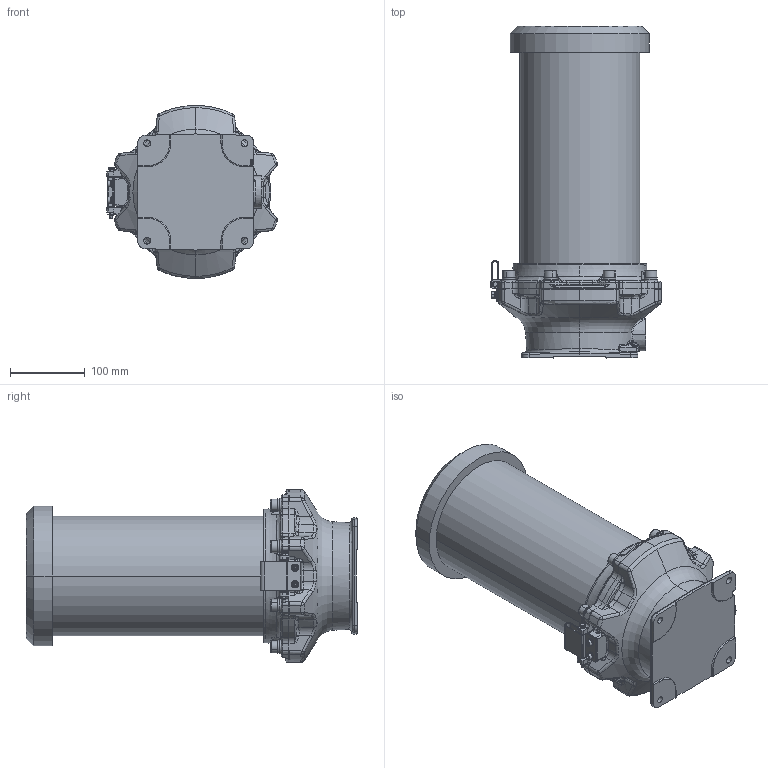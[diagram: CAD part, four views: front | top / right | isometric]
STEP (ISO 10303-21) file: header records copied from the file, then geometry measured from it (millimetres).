
FILE_DESCRIPTION (( 'STEP AP214' ), '1' );
FILE_NAME ('EDLR-3(02)-01.STEP', '2024-08-21T06:30:40', ( '' ), ( '' ), 'SwSTEP 2.0', 'SolidWorks 2022', '' );
FILE_SCHEMA (( 'AUTOMOTIVE_DESIGN' ));
Length unit declared in the file: millimetre
Products named in the file (1): EDLR-3(02)-01
Bounding box: 227.74 x 443 x 231 mm (x, y, z)
Volume: 9793176.9 mm3; surface area: 346130.9 mm2
Topology: 2 solids, 17 shells, 1507 faces, 3553 edges, 2038 vertices
Faces by surface type: cylinder 391, plane 370, bspline 280, cone 232, torus 204, sphere 30
Entity records: 60895 total; most frequent: CARTESIAN_POINT 28388, ORIENTED_EDGE 6934, DIRECTION 6828, EDGE_CURVE 3467, AXIS2_PLACEMENT_3D 2895, VERTEX_POINT 2038, CIRCLE 1667, EDGE_LOOP 1595
